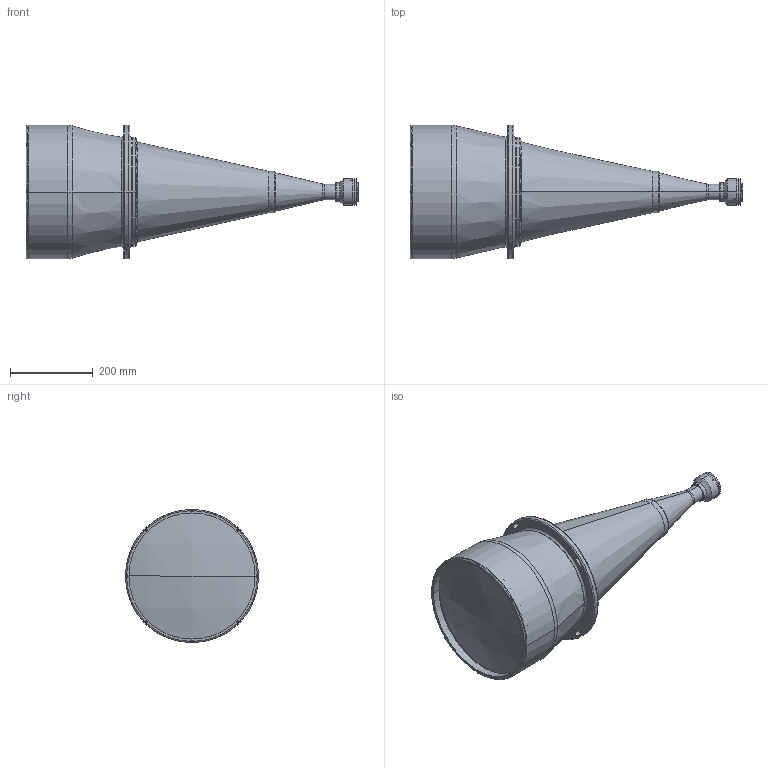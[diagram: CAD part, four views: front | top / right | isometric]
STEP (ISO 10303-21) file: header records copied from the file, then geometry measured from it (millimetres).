
FILE_DESCRIPTION (( 'STEP AP203' ), '1' );
FILE_NAME ('DP71454_TC4MHR240-F.step', '2021-10-06T11:02:41', ( '' ), ( '' ), 'SwSTEP 2.0', 'SolidWorks 2021', '' );
FILE_SCHEMA (( 'CONFIG_CONTROL_DESIGN' ));
Length unit declared in the file: millimetre
Products named in the file (1): DP71454_TC4MHR240-F
Bounding box: 802.6 x 322 x 322 mm (x, y, z)
Surface area: 725801.8 mm2 (no closed solid volume)
Topology: 0 solids, 31 shells, 295 faces, 990 edges, 710 vertices
Faces by surface type: cylinder 115, plane 97, torus 53, cone 22, bspline 6, sphere 2
Entity records: 12332 total; most frequent: CARTESIAN_POINT 3460, DIRECTION 1991, ORIENTED_EDGE 1544, EDGE_CURVE 990, AXIS2_PLACEMENT_3D 795, VERTEX_POINT 710, CIRCLE 505, LINE 401
